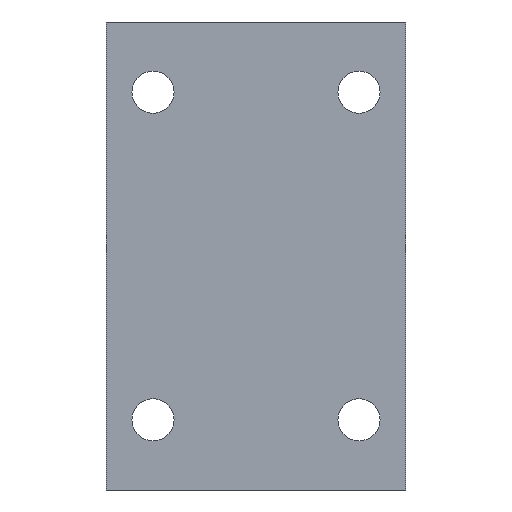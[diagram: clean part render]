
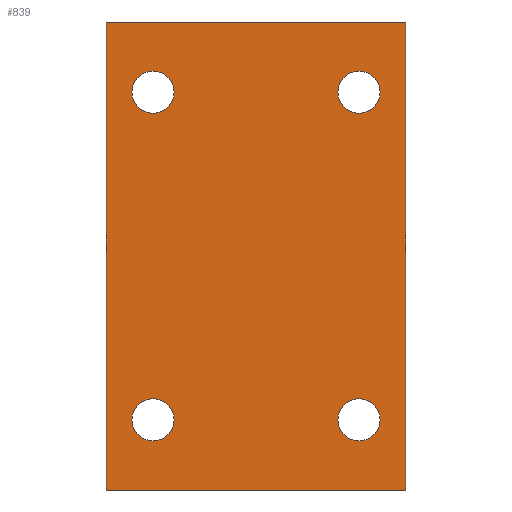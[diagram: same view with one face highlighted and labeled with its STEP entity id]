
A CAD part, front view. The second image highlights one B-rep face of the part: STEP entity #839.
In plain terms, the highlighted planar face has unit normal (0, -1, 0).
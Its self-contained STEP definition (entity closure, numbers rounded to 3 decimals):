
#34=LINE('',#1506,#58);
#35=LINE('',#1509,#59);
#36=LINE('',#1511,#60);
#37=LINE('',#1513,#61);
#58=VECTOR('',#1188,1000.);
#59=VECTOR('',#1189,1000.);
#60=VECTOR('',#1190,1000.);
#61=VECTOR('',#1191,1000.);
#288=ORIENTED_EDGE('',*,*,#419,.F.);
#289=ORIENTED_EDGE('',*,*,#417,.F.);
#290=ORIENTED_EDGE('',*,*,#415,.F.);
#291=ORIENTED_EDGE('',*,*,#413,.F.);
#292=ORIENTED_EDGE('',*,*,#427,.F.);
#293=ORIENTED_EDGE('',*,*,#428,.F.);
#294=ORIENTED_EDGE('',*,*,#429,.F.);
#295=ORIENTED_EDGE('',*,*,#430,.F.);
#413=EDGE_CURVE('',#495,#495,#559,.T.);
#415=EDGE_CURVE('',#497,#497,#561,.T.);
#417=EDGE_CURVE('',#499,#499,#563,.T.);
#419=EDGE_CURVE('',#501,#501,#565,.T.);
#427=EDGE_CURVE('',#509,#510,#34,.T.);
#428=EDGE_CURVE('',#511,#509,#35,.T.);
#429=EDGE_CURVE('',#512,#511,#36,.T.);
#430=EDGE_CURVE('',#510,#512,#37,.T.);
#495=VERTEX_POINT('',#1469);
#497=VERTEX_POINT('',#1474);
#499=VERTEX_POINT('',#1479);
#501=VERTEX_POINT('',#1484);
#509=VERTEX_POINT('',#1507);
#510=VERTEX_POINT('',#1508);
#511=VERTEX_POINT('',#1510);
#512=VERTEX_POINT('',#1512);
#559=CIRCLE('',#938,2.25);
#561=CIRCLE('',#941,2.25);
#563=CIRCLE('',#944,2.25);
#565=CIRCLE('',#947,2.25);
#645=EDGE_LOOP('',(#288));
#646=EDGE_LOOP('',(#289));
#647=EDGE_LOOP('',(#290));
#648=EDGE_LOOP('',(#291));
#649=EDGE_LOOP('',(#292,#293,#294,#295));
#743=FACE_BOUND('',#645,.T.);
#744=FACE_BOUND('',#646,.T.);
#745=FACE_BOUND('',#647,.T.);
#746=FACE_BOUND('',#648,.T.);
#747=FACE_BOUND('',#649,.T.);
#786=PLANE('',#961);
#839=ADVANCED_FACE('',(#743,#744,#745,#746,#747),#786,.F.);
#938=AXIS2_PLACEMENT_3D('',#1468,#1140,#1141);
#941=AXIS2_PLACEMENT_3D('',#1473,#1146,#1147);
#944=AXIS2_PLACEMENT_3D('',#1478,#1152,#1153);
#947=AXIS2_PLACEMENT_3D('',#1483,#1158,#1159);
#961=AXIS2_PLACEMENT_3D('',#1505,#1186,#1187);
#1140=DIRECTION('',(0.,-1.,0.));
#1141=DIRECTION('',(0.,0.,-1.));
#1146=DIRECTION('',(0.,-1.,0.));
#1147=DIRECTION('',(0.,0.,-1.));
#1152=DIRECTION('',(0.,-1.,0.));
#1153=DIRECTION('',(0.,0.,-1.));
#1158=DIRECTION('',(0.,-1.,0.));
#1159=DIRECTION('',(0.,0.,-1.));
#1186=DIRECTION('',(0.,1.,0.));
#1187=DIRECTION('',(0.,0.,1.));
#1188=DIRECTION('',(-1.,0.,0.));
#1189=DIRECTION('',(0.,0.,-1.));
#1190=DIRECTION('',(1.,0.,0.));
#1191=DIRECTION('',(0.,0.,1.));
#1468=CARTESIAN_POINT('',(11.,0.,17.5));
#1469=CARTESIAN_POINT('',(11.,0.,15.25));
#1473=CARTESIAN_POINT('',(-11.,0.,17.5));
#1474=CARTESIAN_POINT('',(-11.,0.,15.25));
#1478=CARTESIAN_POINT('',(11.,0.,-17.5));
#1479=CARTESIAN_POINT('',(11.,0.,-19.75));
#1483=CARTESIAN_POINT('',(-11.,0.,-17.5));
#1484=CARTESIAN_POINT('',(-11.,0.,-19.75));
#1505=CARTESIAN_POINT('',(0.,0.,0.));
#1506=CARTESIAN_POINT('',(16.,0.,-25.));
#1507=CARTESIAN_POINT('',(16.,0.,-25.));
#1508=CARTESIAN_POINT('',(-16.,0.,-25.));
#1509=CARTESIAN_POINT('',(16.,0.,25.));
#1510=CARTESIAN_POINT('',(16.,0.,25.));
#1511=CARTESIAN_POINT('',(-16.,0.,25.));
#1512=CARTESIAN_POINT('',(-16.,0.,25.));
#1513=CARTESIAN_POINT('',(-16.,0.,-25.));
